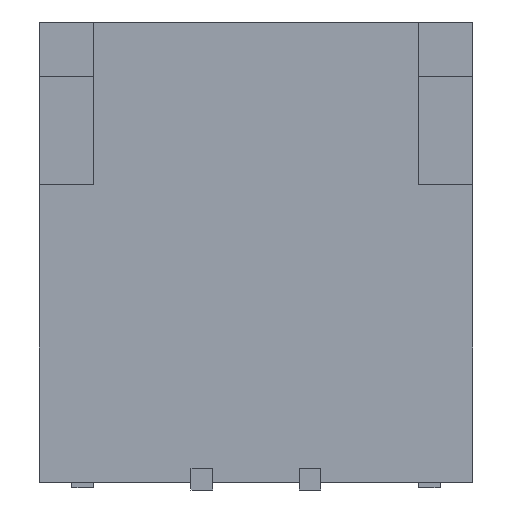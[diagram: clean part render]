
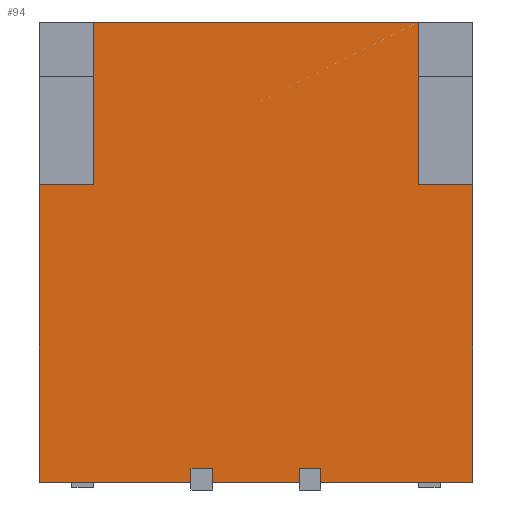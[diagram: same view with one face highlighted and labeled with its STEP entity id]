
A CAD part, front view. The second image highlights one B-rep face of the part: STEP entity #94.
In plain terms, the highlighted planar face has unit normal (0, -1, 0).
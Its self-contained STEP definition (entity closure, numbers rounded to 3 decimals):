
#13=DIRECTION('',(0.,0.,1.));
#21=EDGE_CURVE('',#22,#24,#26,.T.);
#22=VERTEX_POINT('',#23);
#23=CARTESIAN_POINT('',(-2.,-1.1,0.07));
#24=VERTEX_POINT('',#25);
#25=CARTESIAN_POINT('',(-2.,-1.1,2.82));
#26=LINE('',#23,#27);
#27=VECTOR('',#13,1.);
#34=DIRECTION('',(0.,1.,0.));
#68=CARTESIAN_POINT('',(-2.,-1.1,4.32));
#74=VECTOR('',#75,1.);
#75=DIRECTION('',(0.,0.,-1.));
#93=DIRECTION('',(1.,0.,0.));
#94=ADVANCED_FACE('',(#95),#172,.F.);
#95=FACE_BOUND('',#96,.F.);
#96=EDGE_LOOP('',(#97,#104,#110,#115,#120,#125,#129,#134,#139,#144,#146,#147,#152,#159,#164,#169));
#97=ORIENTED_EDGE('',*,*,#98,.F.);
#98=EDGE_CURVE('',#99,#101,#103,.T.);
#99=VERTEX_POINT('',#100);
#100=CARTESIAN_POINT('',(2.,-1.1,0.07));
#101=VERTEX_POINT('',#102);
#102=CARTESIAN_POINT('',(2.,-1.1,2.82));
#103=LINE('',#100,#27);
#104=ORIENTED_EDGE('',*,*,#105,.F.);
#105=EDGE_CURVE('',#106,#99,#108,.T.);
#106=VERTEX_POINT('',#107);
#107=CARTESIAN_POINT('',(0.6,-1.1,0.07));
#108=LINE('',#23,#109);
#109=VECTOR('',#93,1.);
#110=ORIENTED_EDGE('',*,*,#111,.F.);
#111=EDGE_CURVE('',#112,#106,#114,.T.);
#112=VERTEX_POINT('',#113);
#113=CARTESIAN_POINT('',(0.6,-1.1,0.2));
#114=LINE('',#113,#74);
#115=ORIENTED_EDGE('',*,*,#116,.F.);
#116=EDGE_CURVE('',#117,#112,#119,.T.);
#117=VERTEX_POINT('',#118);
#118=CARTESIAN_POINT('',(0.4,-1.1,0.2));
#119=LINE('',#118,#109);
#120=ORIENTED_EDGE('',*,*,#121,.T.);
#121=EDGE_CURVE('',#117,#122,#124,.T.);
#122=VERTEX_POINT('',#123);
#123=CARTESIAN_POINT('',(0.4,-1.1,0.07));
#124=LINE('',#118,#74);
#125=ORIENTED_EDGE('',*,*,#126,.F.);
#126=EDGE_CURVE('',#127,#122,#108,.T.);
#127=VERTEX_POINT('',#128);
#128=CARTESIAN_POINT('',(-0.4,-1.1,0.07));
#129=ORIENTED_EDGE('',*,*,#130,.F.);
#130=EDGE_CURVE('',#131,#127,#133,.T.);
#131=VERTEX_POINT('',#132);
#132=CARTESIAN_POINT('',(-0.4,-1.1,0.2));
#133=LINE('',#132,#74);
#134=ORIENTED_EDGE('',*,*,#135,.F.);
#135=EDGE_CURVE('',#136,#131,#138,.T.);
#136=VERTEX_POINT('',#137);
#137=CARTESIAN_POINT('',(-0.6,-1.1,0.2));
#138=LINE('',#137,#109);
#139=ORIENTED_EDGE('',*,*,#140,.T.);
#140=EDGE_CURVE('',#136,#141,#143,.T.);
#141=VERTEX_POINT('',#142);
#142=CARTESIAN_POINT('',(-0.6,-1.1,0.07));
#143=LINE('',#137,#74);
#144=ORIENTED_EDGE('',*,*,#145,.F.);
#145=EDGE_CURVE('',#22,#141,#108,.T.);
#146=ORIENTED_EDGE('',*,*,#21,.T.);
#147=ORIENTED_EDGE('',*,*,#148,.T.);
#148=EDGE_CURVE('',#24,#149,#151,.T.);
#149=VERTEX_POINT('',#150);
#150=CARTESIAN_POINT('',(-1.5,-1.1,2.82));
#151=LINE('',#25,#109);
#152=ORIENTED_EDGE('',*,*,#153,.T.);
#153=EDGE_CURVE('',#149,#154,#156,.T.);
#154=VERTEX_POINT('',#155);
#155=CARTESIAN_POINT('',(-1.5,-1.1,4.32));
#156=LINE('',#150,#157);
#157=VECTOR('',#158,1.);
#158=DIRECTION('',(0.,0.,1.));
#159=ORIENTED_EDGE('',*,*,#160,.T.);
#160=EDGE_CURVE('',#154,#161,#163,.T.);
#161=VERTEX_POINT('',#162);
#162=CARTESIAN_POINT('',(1.5,-1.1,4.32));
#163=LINE('',#68,#109);
#164=ORIENTED_EDGE('',*,*,#165,.F.);
#165=EDGE_CURVE('',#166,#161,#168,.T.);
#166=VERTEX_POINT('',#167);
#167=CARTESIAN_POINT('',(1.5,-1.1,2.82));
#168=LINE('',#167,#157);
#169=ORIENTED_EDGE('',*,*,#170,.T.);
#170=EDGE_CURVE('',#166,#101,#171,.T.);
#171=LINE('',#167,#109);
#172=PLANE('',#173);
#173=AXIS2_PLACEMENT_3D('',#23,#34,#13);
